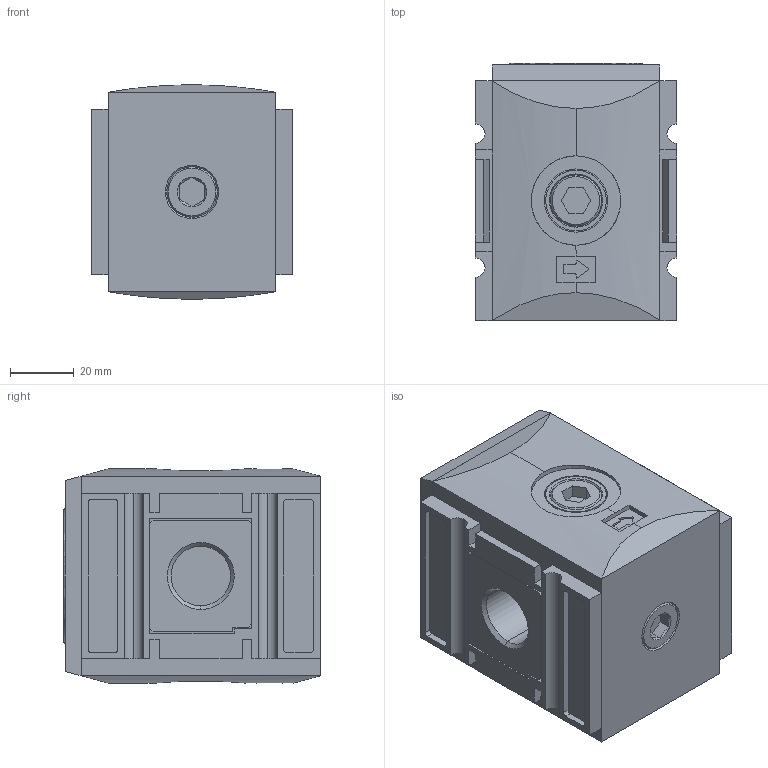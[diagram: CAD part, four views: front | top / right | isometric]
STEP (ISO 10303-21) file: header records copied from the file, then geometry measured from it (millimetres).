
FILE_DESCRIPTION (( 'STEP AP214' ), '1' );
FILE_NAME ('KN-KDIS212.STEP', '2018-08-29T14:56:25', ( '' ), ( '' ), 'SwSTEP 2.0', 'SolidWorks 2018', '' );
FILE_SCHEMA (( 'AUTOMOTIVE_DESIGN' ));
Length unit declared in the file: millimetre
Products named in the file (1): KN-KDIS212
Bounding box: 63 x 80.5 x 67.13 mm (x, y, z)
Volume: 294641.3 mm3; surface area: 35343.3 mm2
Topology: 1 solids, 1 shells, 305 faces, 746 edges, 480 vertices
Faces by surface type: plane 191, cylinder 67, cone 45, bspline 2
Entity records: 12598 total; most frequent: CARTESIAN_POINT 1916, DIRECTION 1518, ORIENTED_EDGE 1492, EDGE_CURVE 746, VECTOR 528, LINE 528, AXIS2_PLACEMENT_3D 495, VERTEX_POINT 480
